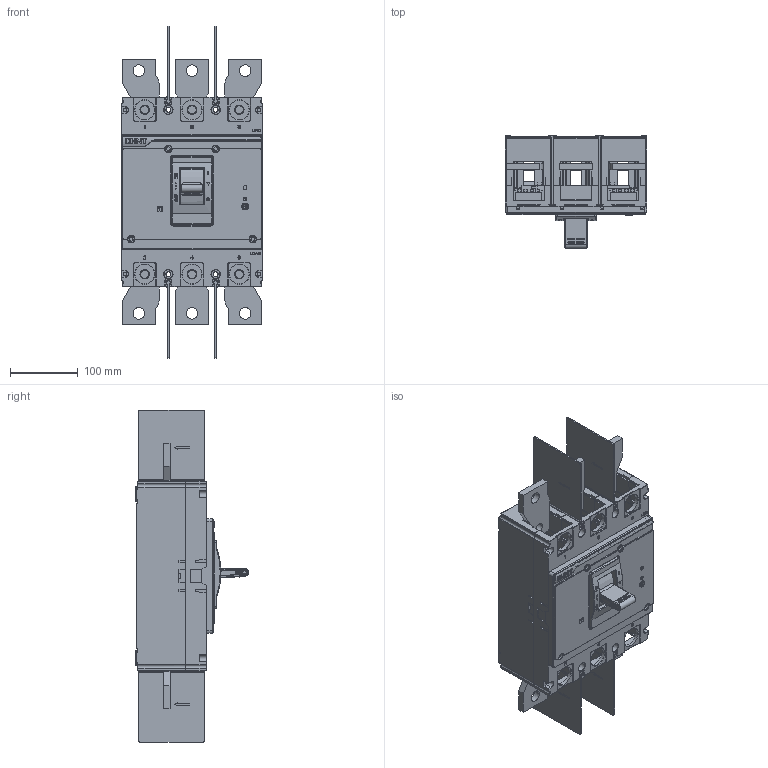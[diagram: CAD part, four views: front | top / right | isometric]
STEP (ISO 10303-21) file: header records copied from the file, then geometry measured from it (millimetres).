
FILE_DESCRIPTION(/* description */ (''),/* implementation_level */ '2;1');
FILE_NAME(/* name */ 'NXMLE-800-3P.stp',/* time_stamp */ '2017-03-08T08:56:52+08:00',/* author */ (''),/* organization */ (''),/* preprocessor_version */ 'ST-DEVELOPER v11',/* originating_system */ 'SIEMENS PLM Software NX 7.5',/* authorisation */ '');
FILE_SCHEMA (('CONFIG_CONTROL_DESIGN'));
Products named in the file (1): yangF58Dgzgk
Bounding box: 210 x 167.01 x 491 mm (x, y, z)
Volume: 2374175 mm3; surface area: 984568.9 mm2
Topology: 24 solids, 24 shells, 4609 faces, 12651 edges, 8247 vertices
Faces by surface type: plane 3081, cylinder 983, torus 178, extrusion 169, bspline 96, cone 64, sphere 38
Full cylindrical faces by diameter (mm): 2.5 x2, 3.2 x1, 4.2 x6, 5.166 x2, 5.2 x19, 5.5 x12, 5.6 x2, 6 x15, 7 x1, 7.2 x6, 8 x2, 8.5 x6, 9.5 x8, 10 x3, 10.3 x6, 11.5 x3, 13 x4, 14 x4, 14.5 x2, 15.2 x4, 29 x6
Entity records: 153015 total; most frequent: CARTESIAN_POINT 36629, ORIENTED_EDGE 24866, DIRECTION 22749, EDGE_CURVE 12433, VECTOR 9275, LINE 9106, VERTEX_POINT 8189, AXIS2_PLACEMENT_3D 6737
